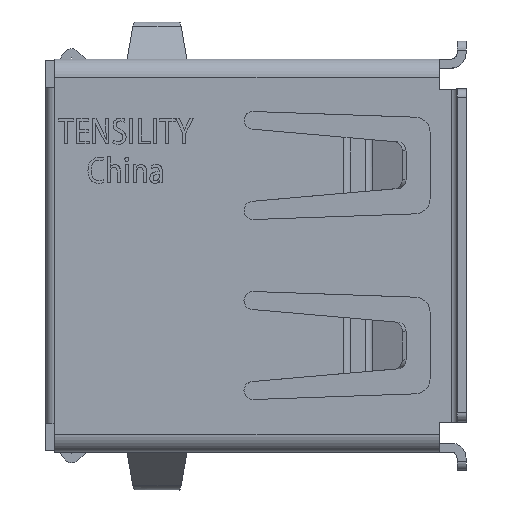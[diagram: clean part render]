
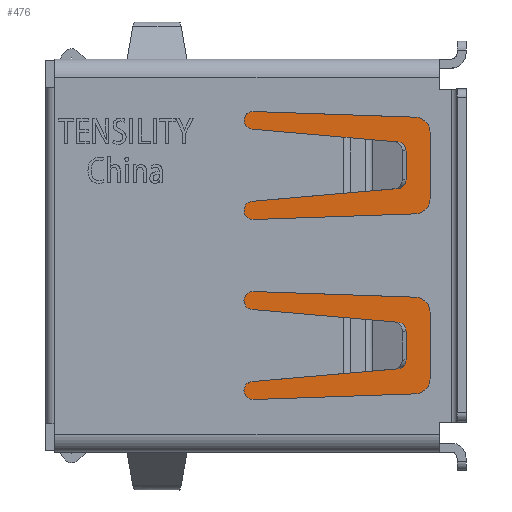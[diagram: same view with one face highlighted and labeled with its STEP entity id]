
A CAD part, top view. The second image highlights one B-rep face of the part: STEP entity #476.
In plain terms, the highlighted planar face has unit normal (0, 0, 1).
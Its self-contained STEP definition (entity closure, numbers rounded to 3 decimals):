
#364 = VECTOR ( 'NONE', #31483, 1000. ) ;
#476 = ADVANCED_FACE ( 'NONE', ( #22559 ), #4780, .T. ) ;
#1210 = EDGE_CURVE ( 'NONE', #15294, #34966, #21195, .T. ) ;
#1270 = LINE ( 'NONE', #34242, #364 ) ;
#2589 = CARTESIAN_POINT ( 'NONE',  ( 12.7, 5.239, -0.9 ) ) ;
#2592 = LINE ( 'NONE', #14906, #8352 ) ;
#2672 = DIRECTION ( 'NONE',  ( -1., 0., 0. ) ) ;
#4780 = PLANE ( 'NONE',  #28208 ) ;
#4917 = LINE ( 'NONE', #8439, #25972 ) ;
#5650 = CARTESIAN_POINT ( 'NONE',  ( 12.7, -5.239, -0.9 ) ) ;
#5988 = VERTEX_POINT ( 'NONE', #16215 ) ;
#7834 = EDGE_CURVE ( 'NONE', #5988, #15294, #1270, .T. ) ;
#8352 = VECTOR ( 'NONE', #26343, 1000. ) ;
#8439 = CARTESIAN_POINT ( 'NONE',  ( 12.334, -5.45, -0.9 ) ) ;
#8903 = CARTESIAN_POINT ( 'NONE',  ( 12.334, -5.45, -0.9 ) ) ;
#9345 = EDGE_LOOP ( 'NONE', ( #34976, #20042, #25178, #17654, #26766, #29020 ) ) ;
#14866 = VERTEX_POINT ( 'NONE', #19526 ) ;
#14879 = CARTESIAN_POINT ( 'NONE',  ( 4.9, -34.829, -0.9 ) ) ;
#14906 = CARTESIAN_POINT ( 'NONE',  ( 8.617, 5.45, -0.9 ) ) ;
#15294 = VERTEX_POINT ( 'NONE', #2589 ) ;
#15475 = EDGE_CURVE ( 'NONE', #15947, #5988, #2592, .T. ) ;
#15947 = VERTEX_POINT ( 'NONE', #22835 ) ;
#16215 = CARTESIAN_POINT ( 'NONE',  ( 12.334, 5.45, -0.9 ) ) ;
#17654 = ORIENTED_EDGE ( 'NONE', *, *, #33988, .F. ) ;
#19526 = CARTESIAN_POINT ( 'NONE',  ( 4.9, -5.45, -0.9 ) ) ;
#20042 = ORIENTED_EDGE ( 'NONE', *, *, #33125, .F. ) ;
#20426 = CARTESIAN_POINT ( 'NONE',  ( 12.334, -5.45, -0.9 ) ) ;
#21195 = LINE ( 'NONE', #31968, #27949 ) ;
#22559 = FACE_OUTER_BOUND ( 'NONE', #9345, .T. ) ;
#22835 = CARTESIAN_POINT ( 'NONE',  ( 4.9, 5.45, -0.9 ) ) ;
#25178 = ORIENTED_EDGE ( 'NONE', *, *, #35052, .F. ) ;
#25972 = VECTOR ( 'NONE', #36573, 1000. ) ;
#26343 = DIRECTION ( 'NONE',  ( 1., 0., 0. ) ) ;
#26476 = DIRECTION ( 'NONE',  ( 0., 0., 1. ) ) ;
#26766 = ORIENTED_EDGE ( 'NONE', *, *, #1210, .F. ) ;
#27374 = LINE ( 'NONE', #14879, #34133 ) ;
#27949 = VECTOR ( 'NONE', #32793, 1000. ) ;
#28208 = AXIS2_PLACEMENT_3D ( 'NONE', #29209, #26476, #2672 ) ;
#29020 = ORIENTED_EDGE ( 'NONE', *, *, #7834, .F. ) ;
#29209 = CARTESIAN_POINT ( 'NONE',  ( 12.334, -34.829, -0.9 ) ) ;
#29221 = DIRECTION ( 'NONE',  ( 0., 1., 0. ) ) ;
#29471 = VECTOR ( 'NONE', #34861, 1000. ) ;
#30371 = LINE ( 'NONE', #20426, #29471 ) ;
#31483 = DIRECTION ( 'NONE',  ( 0.866, -0.5, 0. ) ) ;
#31968 = CARTESIAN_POINT ( 'NONE',  ( 12.7, -2.725, -0.9 ) ) ;
#32497 = VERTEX_POINT ( 'NONE', #8903 ) ;
#32793 = DIRECTION ( 'NONE',  ( 0., -1., 0. ) ) ;
#33125 = EDGE_CURVE ( 'NONE', #14866, #15947, #27374, .T. ) ;
#33988 = EDGE_CURVE ( 'NONE', #34966, #32497, #4917, .T. ) ;
#34133 = VECTOR ( 'NONE', #29221, 1000. ) ;
#34242 = CARTESIAN_POINT ( 'NONE',  ( 12.334, 5.45, -0.9 ) ) ;
#34861 = DIRECTION ( 'NONE',  ( -1., 0., 0. ) ) ;
#34966 = VERTEX_POINT ( 'NONE', #5650 ) ;
#34976 = ORIENTED_EDGE ( 'NONE', *, *, #15475, .F. ) ;
#35052 = EDGE_CURVE ( 'NONE', #32497, #14866, #30371, .T. ) ;
#36573 = DIRECTION ( 'NONE',  ( -0.866, -0.5, 0. ) ) ;
